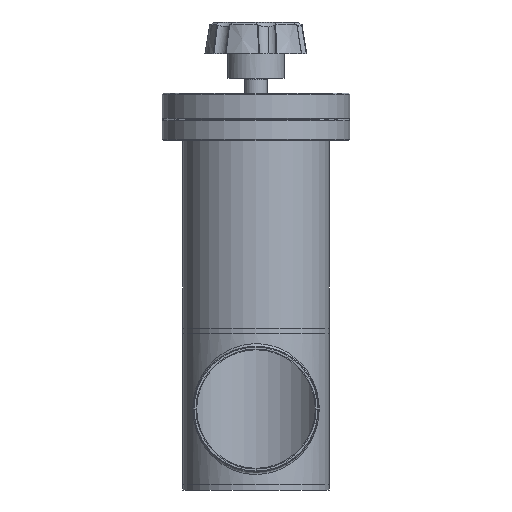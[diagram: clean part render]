
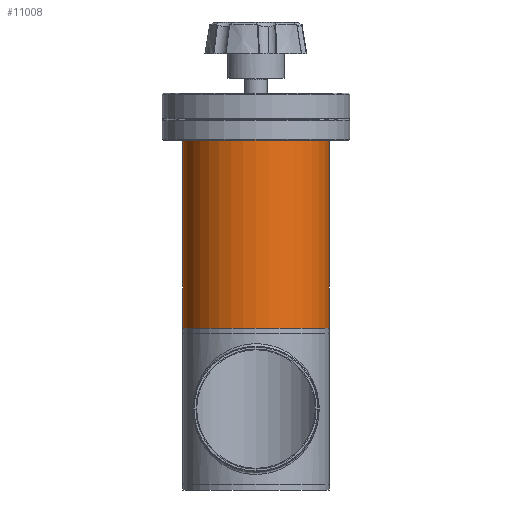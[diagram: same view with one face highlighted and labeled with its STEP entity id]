
A CAD part, front view. The second image highlights one B-rep face of the part: STEP entity #11008.
In plain terms, the highlighted cylindrical face has radius 44.45 mm (diameter 88.9 mm), a partial arc.
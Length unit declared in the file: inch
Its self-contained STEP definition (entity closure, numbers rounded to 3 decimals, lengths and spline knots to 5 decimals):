
#39 = DIRECTION ( 'NONE',  ( 0., 0., -1. ) ) ;
#314 = VECTOR ( 'NONE', #4821, 39.37008 ) ;
#422 = AXIS2_PLACEMENT_3D ( 'NONE', #3707, #11349, #4824 ) ;
#433 = EDGE_CURVE ( 'NONE', #4506, #6201, #3329, .T. ) ;
#1325 = VERTEX_POINT ( 'NONE', #6187 ) ;
#1905 = CYLINDRICAL_SURFACE ( 'NONE', #10618, 1.75 ) ;
#2409 = CARTESIAN_POINT ( 'NONE',  ( 1.75, 0., 4.55 ) ) ;
#2534 = DIRECTION ( 'NONE',  ( -1., 0., 0. ) ) ;
#2631 = VERTEX_POINT ( 'NONE', #13202 ) ;
#3242 = LINE ( 'NONE', #7012, #314 ) ;
#3329 = LINE ( 'NONE', #2409, #5558 ) ;
#3707 = CARTESIAN_POINT ( 'NONE',  ( 0., 0., 4.53 ) ) ;
#4107 = ORIENTED_EDGE ( 'NONE', *, *, #12938, .T. ) ;
#4506 = VERTEX_POINT ( 'NONE', #10104 ) ;
#4695 = CARTESIAN_POINT ( 'NONE',  ( 0., 0., 4.55 ) ) ;
#4821 = DIRECTION ( 'NONE',  ( 0., 0., -1. ) ) ;
#4824 = DIRECTION ( 'NONE',  ( -1., 0., 0. ) ) ;
#5558 = VECTOR ( 'NONE', #39, 39.37008 ) ;
#5992 = CIRCLE ( 'NONE', #6462, 1.75 ) ;
#6187 = CARTESIAN_POINT ( 'NONE',  ( -1.75, 0., 0. ) ) ;
#6201 = VERTEX_POINT ( 'NONE', #12121 ) ;
#6455 = CARTESIAN_POINT ( 'NONE',  ( 0., 0., 0. ) ) ;
#6462 = AXIS2_PLACEMENT_3D ( 'NONE', #6455, #14117, #7562 ) ;
#6952 = CIRCLE ( 'NONE', #422, 1.75 ) ;
#7012 = CARTESIAN_POINT ( 'NONE',  ( -1.75, 0., 4.55 ) ) ;
#7562 = DIRECTION ( 'NONE',  ( -1., 0., 0. ) ) ;
#7957 = EDGE_CURVE ( 'NONE', #4506, #2631, #6952, .T. ) ;
#7989 = DIRECTION ( 'NONE',  ( 0., 0., -1. ) ) ;
#8868 = ORIENTED_EDGE ( 'NONE', *, *, #7957, .T. ) ;
#9458 = ORIENTED_EDGE ( 'NONE', *, *, #13983, .T. ) ;
#9756 = ORIENTED_EDGE ( 'NONE', *, *, #433, .F. ) ;
#10104 = CARTESIAN_POINT ( 'NONE',  ( 1.75, 0., 4.53 ) ) ;
#10612 = FACE_OUTER_BOUND ( 'NONE', #11193, .T. ) ;
#10618 = AXIS2_PLACEMENT_3D ( 'NONE', #4695, #7989, #2534 ) ;
#11008 = ADVANCED_FACE ( 'NONE', ( #10612 ), #1905, .T. ) ;
#11193 = EDGE_LOOP ( 'NONE', ( #9756, #8868, #9458, #4107 ) ) ;
#11349 = DIRECTION ( 'NONE',  ( 0., 0., -1. ) ) ;
#12121 = CARTESIAN_POINT ( 'NONE',  ( 1.75, 0., 0. ) ) ;
#12938 = EDGE_CURVE ( 'NONE', #1325, #6201, #5992, .T. ) ;
#13202 = CARTESIAN_POINT ( 'NONE',  ( -1.75, 0., 4.53 ) ) ;
#13983 = EDGE_CURVE ( 'NONE', #2631, #1325, #3242, .T. ) ;
#14117 = DIRECTION ( 'NONE',  ( 0., 0., 1. ) ) ;
